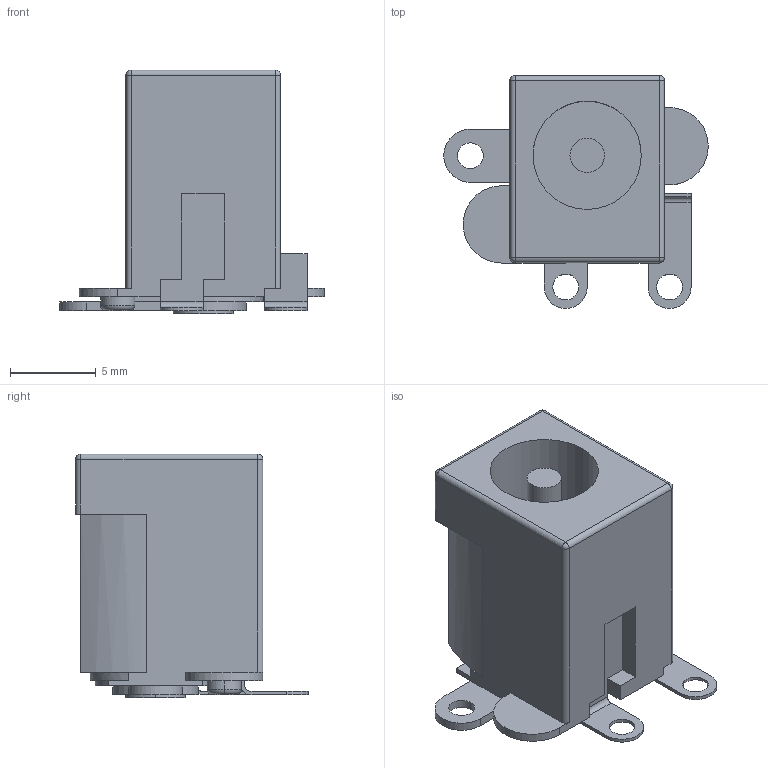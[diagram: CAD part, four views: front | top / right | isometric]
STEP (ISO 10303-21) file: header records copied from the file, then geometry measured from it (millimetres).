
FILE_DESCRIPTION (( 'STEP AP214' ), '1' );
FILE_NAME ('CUI_DEVICES_PJ-006A-SMT-TR.step', '2021-03-25T13:59:54', ( '' ), ( '' ), 'SwSTEP 2.0', 'SolidWorks 2021', '' );
FILE_SCHEMA (( 'AUTOMOTIVE_DESIGN' ));
Length unit declared in the file: millimetre
Products named in the file (1): CUI_DEVICES_PJ-006A-SMT-TR
Bounding box: 15.4 x 13.55 x 14.2 mm (x, y, z)
Volume: 1132.8 mm3; surface area: 995 mm2
Topology: 1 solids, 1 shells, 105 faces, 269 edges, 168 vertices
Faces by surface type: plane 54, cylinder 43, torus 4, sphere 4
Entity records: 4338 total; most frequent: DIRECTION 574, CARTESIAN_POINT 539, ORIENTED_EDGE 530, EDGE_CURVE 265, AXIS2_PLACEMENT_3D 203, VERTEX_POINT 168, LINE 168, VECTOR 168
